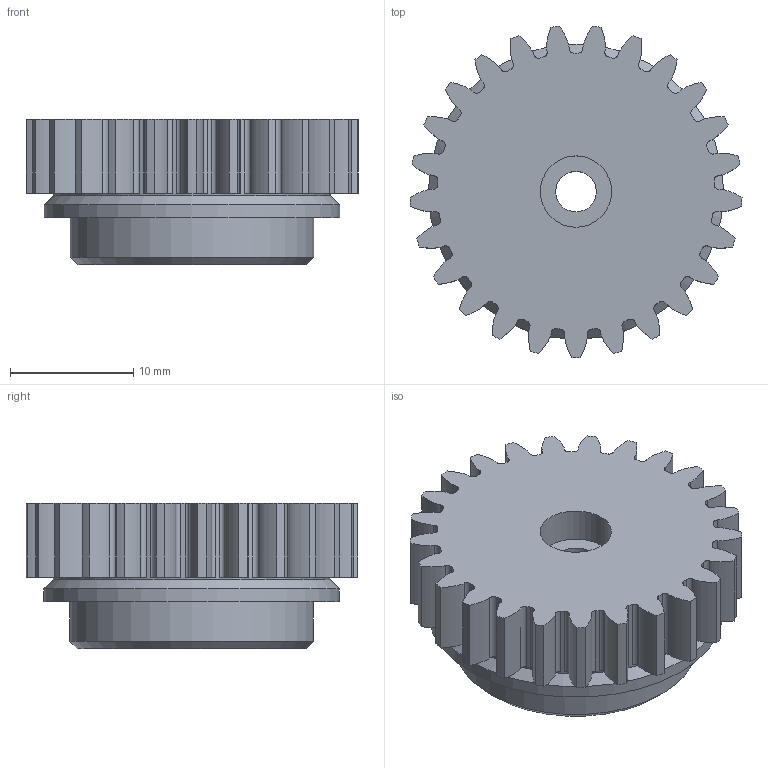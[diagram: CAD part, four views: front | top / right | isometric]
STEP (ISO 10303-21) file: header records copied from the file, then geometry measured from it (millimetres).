
FILE_DESCRIPTION(/* description */ ('STEP AP242','CAx-IF Rec.Pracs.---Representation and Presentation of Product Manufacturing Information (PMI)---4.0---2014-10-13','CAx-IF Rec.Pracs.---3D Tessellated Geometry---0.4---2014-09-14','2;1'),/* implementation_level */ '2;1');
FILE_NAME(/* name */ '626283234fc8d629c9fa26d6',/* time_stamp */ '2022-04-22T10:27:48+00:00',/* author */ (''),/* organization */ (''),/* preprocessor_version */ 'ST-DEVELOPER v18.101',/* originating_system */ ' ',/* authorisation */ ' ');
FILE_SCHEMA (('AP242_MANAGED_MODEL_BASED_3D_ENGINEERING_MIM_LF { 1 0 10303 442 1 1 4 }'));
Length unit declared in the file: metre
Products named in the file (1): tandhjul25mm
Bounding box: 26.98 x 26.93 x 11.8 mm (x, y, z)
Volume: 4660.8 mm3; surface area: 2608 mm2
Topology: 1 solids, 2 shells, 166 faces, 477 edges, 318 vertices
Faces by surface type: cylinder 82, bspline 50, plane 32, cone 2
Full cylindrical faces by diameter (mm): 3.3 x1, 5.7 x2, 5.8 x1, 19.8 x1, 22.5 x1, 24 x1
Entity records: 9378 total; most frequent: CARTESIAN_POINT 5195, ORIENTED_EDGE 928, DIRECTION 812, EDGE_CURVE 464, AXIS2_PLACEMENT_3D 331, VERTEX_POINT 314, CIRCLE 214, EDGE_LOOP 180
